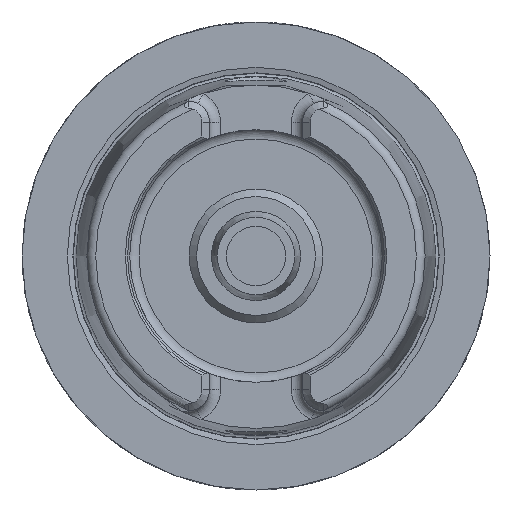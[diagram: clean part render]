
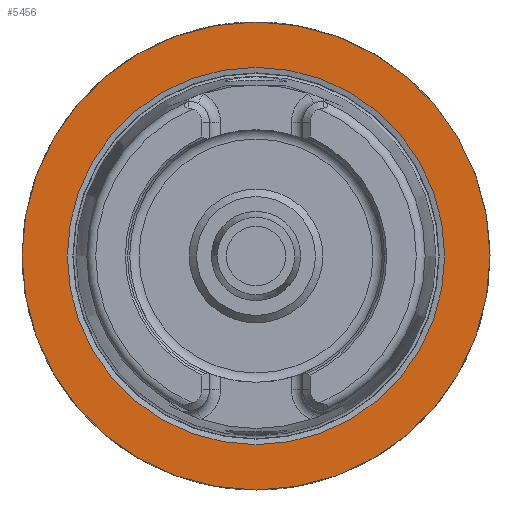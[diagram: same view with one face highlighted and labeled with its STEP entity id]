
A CAD part, left-side view. The second image highlights one B-rep face of the part: STEP entity #5456.
In plain terms, the highlighted planar face has unit normal (-1, 0, 0).
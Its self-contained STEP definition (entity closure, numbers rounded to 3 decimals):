
#4568=CARTESIAN_POINT('',(0.0,31.5,0.0));
#4569=VERTEX_POINT('',#4568);
#4570=CARTESIAN_POINT('',(0.0,0.0,0.0));
#4571=DIRECTION('',(1.0,0.0,0.0));
#4572=DIRECTION('',(0.0,1.0,0.0));
#4573=AXIS2_PLACEMENT_3D('',#4570,#4571,#4572);
#4574=CIRCLE('',#4573,31.5);
#4575=EDGE_CURVE('',#4569,#4569,#4574,.T.);
#5430=CARTESIAN_POINT('',(0.0,25.4,0.0));
#5431=VERTEX_POINT('',#5430);
#5432=CARTESIAN_POINT('',(0.0,0.0,0.0));
#5433=DIRECTION('',(1.0,0.0,0.0));
#5434=DIRECTION('',(0.0,1.0,0.0));
#5435=AXIS2_PLACEMENT_3D('',#5432,#5433,#5434);
#5436=CIRCLE('',#5435,25.4);
#5437=EDGE_CURVE('',#5431,#5431,#5436,.T.);
#5445=CARTESIAN_POINT('',(0.0,28.45,0.0));
#5446=DIRECTION('',(-1.0,0.0,0.0));
#5447=DIRECTION('',(0.0,0.0,1.0));
#5448=AXIS2_PLACEMENT_3D('',#5445,#5446,#5447);
#5449=PLANE('',#5448);
#5450=ORIENTED_EDGE('',*,*,#4575,.F.);
#5451=EDGE_LOOP('',(#5450));
#5452=FACE_OUTER_BOUND('',#5451,.T.);
#5453=ORIENTED_EDGE('',*,*,#5437,.T.);
#5454=EDGE_LOOP('',(#5453));
#5455=FACE_BOUND('',#5454,.T.);
#5456=ADVANCED_FACE('',(#5452,#5455),#5449,.T.);
